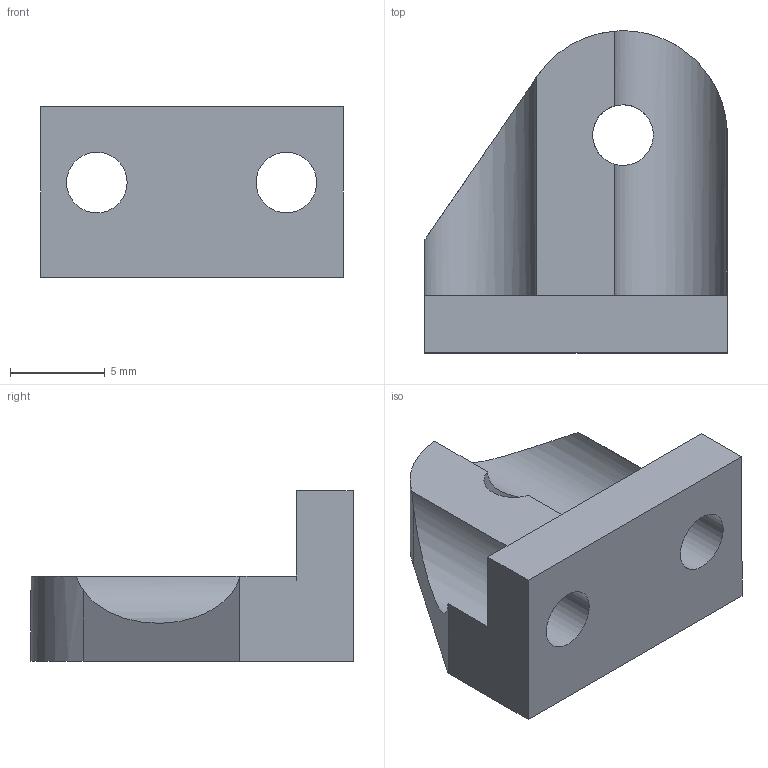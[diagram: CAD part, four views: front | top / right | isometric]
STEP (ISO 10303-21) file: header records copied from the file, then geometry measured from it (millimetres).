
FILE_DESCRIPTION(/* description */ (''),/* implementation_level */ '2;1');
FILE_NAME(/* name */ 'lower_deck_shaft_mount_v3_for_AD.stp',/* time_stamp */ '2018-01-17T15:06:05+01:00',/* author */ ('poryz'),/* organization */ (''),/* preprocessor_version */ 'ST-DEVELOPER v17',/* originating_system */ 'Autodesk Inventor 2018',/* authorisation */ '');
FILE_SCHEMA (('AUTOMOTIVE_DESIGN { 1 0 10303 214 3 1 1 }'));
Length unit declared in the file: millimetre
Products named in the file (1): lower_deck_shaft_mount_v3_for_AD
Bounding box: 15.96 x 17 x 9 mm (x, y, z)
Volume: 910.1 mm3; surface area: 954.5 mm2
Topology: 1 solids, 1 shells, 15 faces, 42 edges, 28 vertices
Faces by surface type: plane 9, cylinder 6
Full cylindrical faces by diameter (mm): 3.2 x3
Entity records: 581 total; most frequent: CARTESIAN_POINT 136, ORIENTED_EDGE 84, DIRECTION 82, EDGE_CURVE 42, VERTEX_POINT 28, AXIS2_PLACEMENT_3D 28, LINE 26, VECTOR 26
